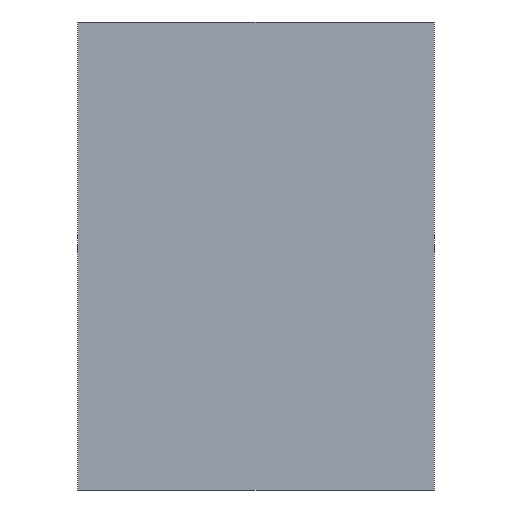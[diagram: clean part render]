
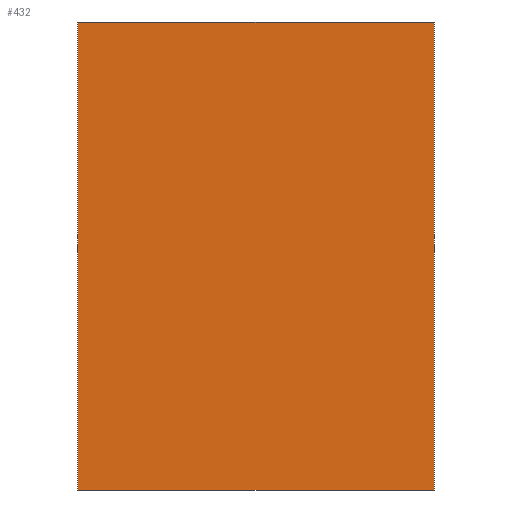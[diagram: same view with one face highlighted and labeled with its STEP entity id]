
A CAD part, front view. The second image highlights one B-rep face of the part: STEP entity #432.
In plain terms, the highlighted planar face has unit normal (0, -1, 0).
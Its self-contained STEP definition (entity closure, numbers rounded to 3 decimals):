
#1=DIRECTION('',(0.,0.,1.));
#2=VECTOR('',#1,8.4);
#3=CARTESIAN_POINT('',(-3.2,0.,-4.2));
#4=LINE('',#3,#2);
#5=DIRECTION('',(1.,0.,0.));
#6=VECTOR('',#5,6.4);
#7=CARTESIAN_POINT('',(-3.2,0.,4.2));
#8=LINE('',#7,#6);
#9=DIRECTION('',(0.,0.,-1.));
#10=VECTOR('',#9,8.4);
#11=CARTESIAN_POINT('',(3.2,0.,4.2));
#12=LINE('',#11,#10);
#13=DIRECTION('',(-1.,0.,0.));
#14=VECTOR('',#13,6.4);
#15=CARTESIAN_POINT('',(3.2,0.,-4.2));
#16=LINE('',#15,#14);
#313=CARTESIAN_POINT('',(-3.2,0.,-4.2));
#314=CARTESIAN_POINT('',(-3.2,0.,4.2));
#315=VERTEX_POINT('',#313);
#316=VERTEX_POINT('',#314);
#317=CARTESIAN_POINT('',(3.2,0.,4.2));
#318=VERTEX_POINT('',#317);
#319=CARTESIAN_POINT('',(3.2,0.,-4.2));
#320=VERTEX_POINT('',#319);
#417=CARTESIAN_POINT('',(0.,0.,0.));
#418=DIRECTION('',(0.,1.,0.));
#419=DIRECTION('',(1.,0.,0.));
#420=AXIS2_PLACEMENT_3D('',#417,#418,#419);
#421=PLANE('',#420);
#423=ORIENTED_EDGE('',*,*,#422,.T.);
#425=ORIENTED_EDGE('',*,*,#424,.T.);
#427=ORIENTED_EDGE('',*,*,#426,.T.);
#429=ORIENTED_EDGE('',*,*,#428,.T.);
#430=EDGE_LOOP('',(#423,#425,#427,#429));
#431=FACE_OUTER_BOUND('',#430,.F.);
#432=ADVANCED_FACE('',(#431),#421,.F.);
#422=EDGE_CURVE('',#315,#316,#4,.T.);
#424=EDGE_CURVE('',#316,#318,#8,.T.);
#426=EDGE_CURVE('',#318,#320,#12,.T.);
#428=EDGE_CURVE('',#320,#315,#16,.T.);
